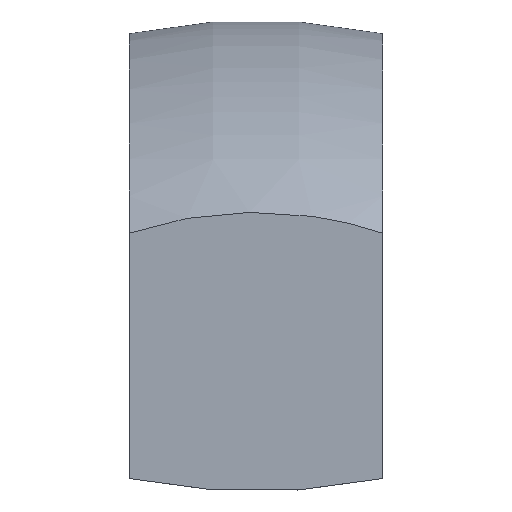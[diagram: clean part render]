
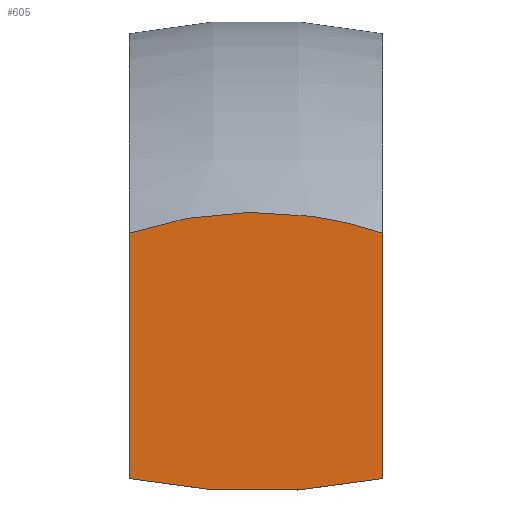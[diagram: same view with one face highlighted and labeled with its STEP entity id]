
A CAD part, front view. The second image highlights one B-rep face of the part: STEP entity #605.
In plain terms, the highlighted planar face has unit normal (0, -1, 0).
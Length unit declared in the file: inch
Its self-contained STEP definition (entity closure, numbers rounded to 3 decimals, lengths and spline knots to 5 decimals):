
#202=CARTESIAN_POINT('',(1.00006,0.58393,0.60938));
#203=DIRECTION('',(0.,-1.,0.));
#204=DIRECTION('',(-0.2,0.,-0.98));
#205=AXIS2_PLACEMENT_3D('',#202,#203,#204);
#248=DIRECTION('',(0.,0.,-1.));
#249=VECTOR('',#248,1.93459);
#250=CARTESIAN_POINT('',(0.00006,0.58393,
-2.35501));
#251=LINE('',#250,#249);
#263=CARTESIAN_POINT('',(0.00006,0.58393,
-2.35501));
#264=CARTESIAN_POINT('',(0.12285,0.58393,
-2.31265));
#265=CARTESIAN_POINT('',(0.37626,0.58393,
-2.24367));
#266=CARTESIAN_POINT('',(0.7899,0.58393,
-2.18827));
#267=CARTESIAN_POINT('',(1.21021,0.58393,-2.18827));
#268=CARTESIAN_POINT('',(1.62384,0.58393,-2.24367));
#269=CARTESIAN_POINT('',(1.87726,0.58393,-2.31264));
#270=CARTESIAN_POINT('',(2.00006,0.58393,-2.35501));
#305=DIRECTION('',(0.,0.,-1.));
#306=VECTOR('',#305,1.93459);
#307=CARTESIAN_POINT('',(2.00006,0.58393,-2.35501));
#308=LINE('',#307,#306);
#348=VERTEX_POINT('',#263);
#349=VERTEX_POINT('',#270);
#352=CARTESIAN_POINT('',(0.00006,0.58393,
-4.2896));
#353=VERTEX_POINT('',#352);
#354=CARTESIAN_POINT('',(2.00006,0.58393,-4.2896));
#355=VERTEX_POINT('',#354);
#591=CARTESIAN_POINT('',(2.24952,0.58393,-5.35531));
#592=DIRECTION('',(0.,1.,0.));
#593=DIRECTION('',(0.,0.,1.));
#594=AXIS2_PLACEMENT_3D('',#591,#592,#593);
#595=PLANE('',#594);
#596=ORIENTED_EDGE('',*,*,#581,.F.);
#598=ORIENTED_EDGE('',*,*,#597,.F.);
#600=ORIENTED_EDGE('',*,*,#599,.T.);
#602=ORIENTED_EDGE('',*,*,#601,.T.);
#603=EDGE_LOOP('',(#596,#598,#600,#602));
#604=FACE_OUTER_BOUND('',#603,.F.);
#206=CIRCLE('',#205,5.);
#271=B_SPLINE_CURVE_WITH_KNOTS('',3,(#263,#264,#265,#266,#267,#268,#269,#270),
.UNSPECIFIED.,.F.,.F.,(4,1,1,1,1,4),(0.,0.2,0.4,0.6,0.8,1.),
.UNSPECIFIED.);
#581=EDGE_CURVE('',#353,#355,#206,.T.);
#597=EDGE_CURVE('',#348,#353,#251,.T.);
#599=EDGE_CURVE('',#348,#349,#271,.T.);
#601=EDGE_CURVE('',#349,#355,#308,.T.);
#605=ADVANCED_FACE('',(#604),#595,.F.);
